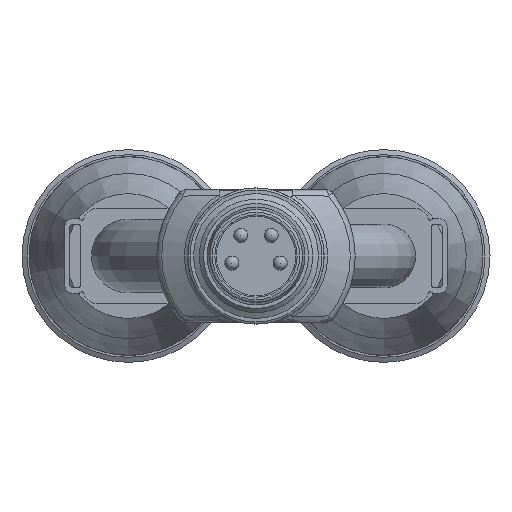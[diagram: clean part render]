
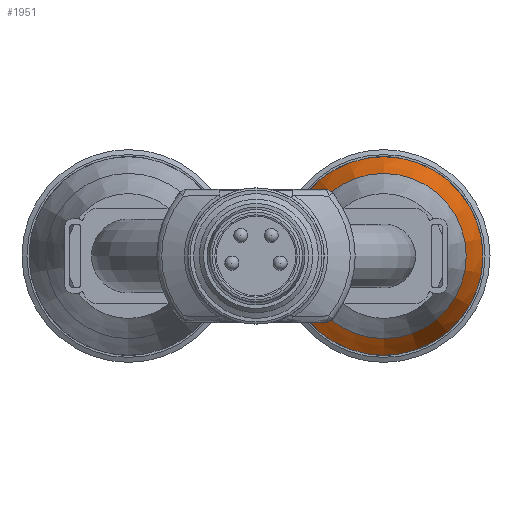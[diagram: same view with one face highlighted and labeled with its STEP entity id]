
A CAD part, left-side view. The second image highlights one B-rep face of the part: STEP entity #1951.
In plain terms, the highlighted conical face has half-angle 20.807 degrees and reference radius 5.1 mm.
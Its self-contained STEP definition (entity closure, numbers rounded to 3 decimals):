
#336=CONICAL_SURFACE('',#16714,5.1,20.807);
#1951=ADVANCED_FACE('',(#5392,#5393),#336,.T.);
#5392=FACE_BOUND('',#6095,.T.);
#5393=FACE_BOUND('',#6096,.T.);
#6095=EDGE_LOOP('',(#8890));
#6096=EDGE_LOOP('',(#8891));
#8890=ORIENTED_EDGE('',*,*,#13708,.F.);
#8891=ORIENTED_EDGE('',*,*,#13791,.T.);
#11884=VERTEX_POINT('',#27395);
#11943=VERTEX_POINT('',#27840);
#13708=EDGE_CURVE('',#11884,#11884,#15378,.T.);
#13791=EDGE_CURVE('',#11943,#11943,#15407,.T.);
#15378=CIRCLE('',#16656,7.);
#15407=CIRCLE('',#16712,5.1);
#16656=AXIS2_PLACEMENT_3D('',#27394,#19694,#19695);
#16712=AXIS2_PLACEMENT_3D('',#27839,#19832,#19833);
#16714=AXIS2_PLACEMENT_3D('',#27842,#19836,#19837);
#19694=DIRECTION('',(1.,0.,0.));
#19695=DIRECTION('',(0.,0.,1.));
#19832=DIRECTION('',(1.,0.,0.));
#19833=DIRECTION('',(0.,0.,1.));
#19836=DIRECTION('',(1.,0.,0.));
#19837=DIRECTION('',(0.,0.,1.));
#27394=CARTESIAN_POINT('',(89.8,-9.,0.));
#27395=CARTESIAN_POINT('',(89.8,-9.,7.));
#27839=CARTESIAN_POINT('',(84.8,-9.,0.));
#27840=CARTESIAN_POINT('',(84.8,-9.,5.1));
#27842=CARTESIAN_POINT('',(84.8,-9.,0.));
